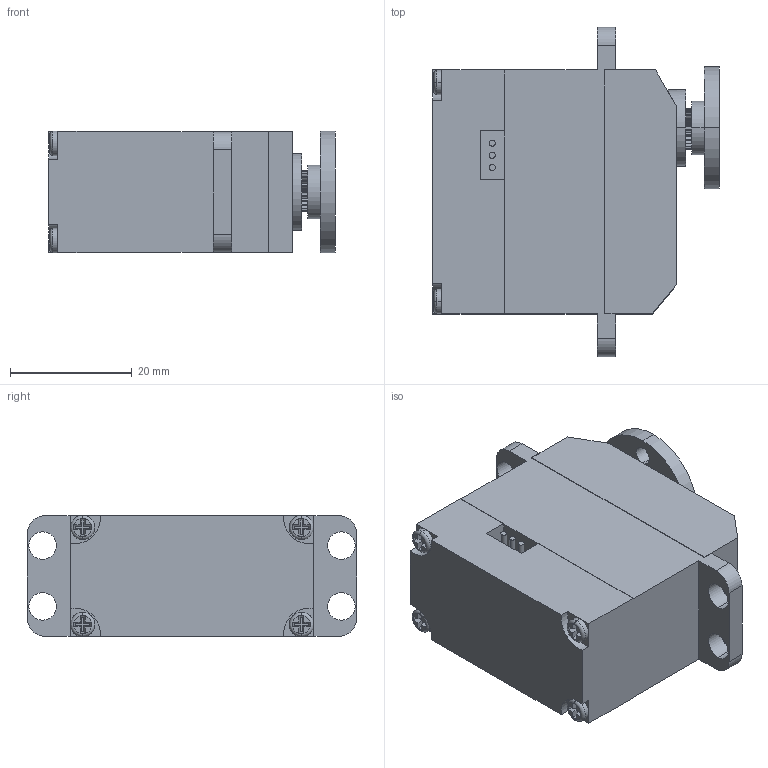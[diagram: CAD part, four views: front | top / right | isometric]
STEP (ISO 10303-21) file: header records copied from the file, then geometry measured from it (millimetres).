
FILE_DESCRIPTION (( 'STEP AP203' ), '1' );
FILE_NAME ('金属舵机最小单元-单轴.STEP', '2025-05-17T07:10:48', ( '' ), ( '' ), 'SwSTEP 2.0', 'SolidWorks 2020', '' );
FILE_SCHEMA (( 'CONFIG_CONTROL_DESIGN' ));
Length unit declared in the file: millimetre
Products named in the file (3): 等粣軞盄嗆儂; 踢扽翋嗆攫; 金属舵机最小单元-单轴
Assembly tree (2 placements, depth 2):
  金属舵机最小单元-单轴
    等粣軞盄嗆儂
    踢扽翋嗆攫
Bounding box: 47 x 54 x 20 mm (x, y, z)
Volume: 32765.3 mm3; surface area: 8570.2 mm2
Topology: 2 solids, 2 shells, 395 faces, 1091 edges, 714 vertices
Faces by surface type: plane 225, cylinder 162, torus 8
Entity records: 13035 total; most frequent: DIRECTION 2287, CARTESIAN_POINT 2256, ORIENTED_EDGE 2182, EDGE_CURVE 1091, AXIS2_PLACEMENT_3D 813, VERTEX_POINT 714, LINE 661, VECTOR 661
